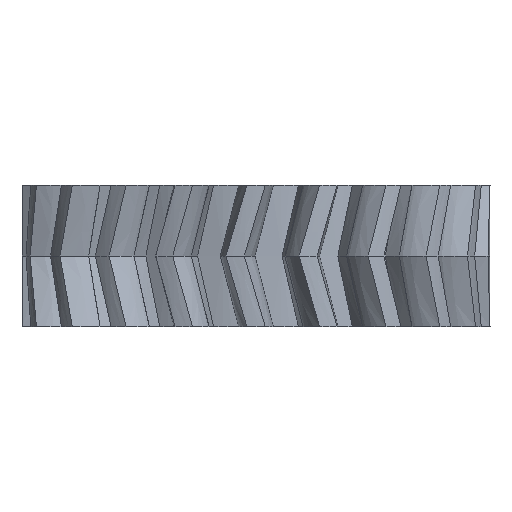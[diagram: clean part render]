
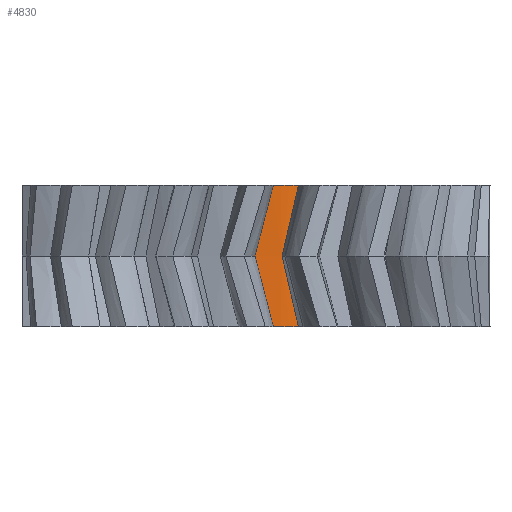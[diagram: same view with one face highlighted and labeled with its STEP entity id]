
A CAD part, front view. The second image highlights one B-rep face of the part: STEP entity #4830.
In plain terms, the highlighted cylindrical face has radius 13.125 mm (diameter 26.25 mm), a partial arc.
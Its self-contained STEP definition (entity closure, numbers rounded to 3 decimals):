
#20=CYLINDRICAL_SURFACE('',#5064,13.125);
#74=CIRCLE('',#4995,13.125);
#105=CIRCLE('',#5028,13.125);
#566=FACE_OUTER_BOUND('',#868,.T.);
#868=EDGE_LOOP('',(#3879,#3880,#3881,#3882,#3883,#3884));
#1245=B_SPLINE_CURVE_WITH_KNOTS('',3,(#17959,#17960,#17961,#17962,#17963,
#17964),.UNSPECIFIED.,.F.,.F.,(4,2,4),(0.,0.257,0.513),
 .UNSPECIFIED.);
#1253=B_SPLINE_CURVE_WITH_KNOTS('',3,(#18644,#18645,#18646,#18647,#18648,
#18649),.UNSPECIFIED.,.F.,.F.,(4,2,4),(0.,0.257,0.513),
 .UNSPECIFIED.);
#1407=B_SPLINE_CURVE_WITH_KNOTS('',3,(#40552,#40553,#40554,#40555,#40556,
#40557),.UNSPECIFIED.,.F.,.F.,(4,2,4),(0.,0.257,0.513),
 .UNSPECIFIED.);
#1414=B_SPLINE_CURVE_WITH_KNOTS('',3,(#40710,#40711,#40712,#40713,#40714,
#40715),.UNSPECIFIED.,.F.,.F.,(4,2,4),(0.,0.257,0.513),
 .UNSPECIFIED.);
#1700=VERTEX_POINT('',#16210);
#1701=VERTEX_POINT('',#16212);
#1725=VERTEX_POINT('',#17958);
#1733=VERTEX_POINT('',#18643);
#1893=VERTEX_POINT('',#32010);
#1894=VERTEX_POINT('',#32012);
#2194=EDGE_CURVE('',#1700,#1701,#74,.T.);
#2226=EDGE_CURVE('',#1701,#1725,#1245,.T.);
#2241=EDGE_CURVE('',#1733,#1700,#1253,.T.);
#2530=EDGE_CURVE('',#1894,#1893,#105,.T.);
#2667=EDGE_CURVE('',#1893,#1725,#1407,.T.);
#2674=EDGE_CURVE('',#1733,#1894,#1414,.T.);
#3879=ORIENTED_EDGE('',*,*,#2667,.T.);
#3880=ORIENTED_EDGE('',*,*,#2226,.F.);
#3881=ORIENTED_EDGE('',*,*,#2194,.F.);
#3882=ORIENTED_EDGE('',*,*,#2241,.F.);
#3883=ORIENTED_EDGE('',*,*,#2674,.T.);
#3884=ORIENTED_EDGE('',*,*,#2530,.T.);
#4830=ADVANCED_FACE('',(#566),#20,.T.);
#4995=AXIS2_PLACEMENT_3D('',#16213,#5197,#5198);
#5028=AXIS2_PLACEMENT_3D('',#32013,#5311,#5312);
#5064=AXIS2_PLACEMENT_3D('',#41023,#5415,#5416);
#5197=DIRECTION('center_axis',(0.,0.,1.));
#5198=DIRECTION('ref_axis',(1.,0.,0.));
#5311=DIRECTION('center_axis',(0.,0.,1.));
#5312=DIRECTION('ref_axis',(1.,0.,0.));
#5415=DIRECTION('center_axis',(0.,0.,1.));
#5416=DIRECTION('ref_axis',(1.,0.,0.));
#16210=CARTESIAN_POINT('',(1.102,-13.079,10.));
#16212=CARTESIAN_POINT('',(2.993,-12.779,10.));
#16213=CARTESIAN_POINT('Origin',(0.,0.,10.));
#17958=CARTESIAN_POINT('',(1.845,-12.995,5.));
#17959=CARTESIAN_POINT('Ctrl Pts',(2.993,-12.779,10.));
#17960=CARTESIAN_POINT('Ctrl Pts',(2.804,-12.824,9.167));
#17961=CARTESIAN_POINT('Ctrl Pts',(2.613,-12.864,8.333));
#17962=CARTESIAN_POINT('Ctrl Pts',(2.23,-12.936,6.667));
#17963=CARTESIAN_POINT('Ctrl Pts',(2.038,-12.967,5.833));
#17964=CARTESIAN_POINT('Ctrl Pts',(1.845,-12.995,5.));
#18643=CARTESIAN_POINT('',(-0.065,-13.125,5.));
#18644=CARTESIAN_POINT('Ctrl Pts',(-0.065,-13.125,
5.));
#18645=CARTESIAN_POINT('Ctrl Pts',(0.13,-13.126,
5.833));
#18646=CARTESIAN_POINT('Ctrl Pts',(0.325,-13.122,
6.667));
#18647=CARTESIAN_POINT('Ctrl Pts',(0.714,-13.107,
8.333));
#18648=CARTESIAN_POINT('Ctrl Pts',(0.908,-13.095,
9.167));
#18649=CARTESIAN_POINT('Ctrl Pts',(1.102,-13.079,10.));
#32010=CARTESIAN_POINT('',(2.993,-12.779,0.));
#32012=CARTESIAN_POINT('',(1.102,-13.079,0.));
#32013=CARTESIAN_POINT('Origin',(0.,0.,0.));
#40552=CARTESIAN_POINT('Ctrl Pts',(2.993,-12.779,0.));
#40553=CARTESIAN_POINT('Ctrl Pts',(2.804,-12.824,0.833));
#40554=CARTESIAN_POINT('Ctrl Pts',(2.613,-12.864,1.667));
#40555=CARTESIAN_POINT('Ctrl Pts',(2.23,-12.936,3.333));
#40556=CARTESIAN_POINT('Ctrl Pts',(2.038,-12.967,4.167));
#40557=CARTESIAN_POINT('Ctrl Pts',(1.845,-12.995,5.));
#40710=CARTESIAN_POINT('Ctrl Pts',(-0.065,-13.125,
5.));
#40711=CARTESIAN_POINT('Ctrl Pts',(0.13,-13.126,
4.167));
#40712=CARTESIAN_POINT('Ctrl Pts',(0.325,-13.122,
3.333));
#40713=CARTESIAN_POINT('Ctrl Pts',(0.714,-13.107,
1.667));
#40714=CARTESIAN_POINT('Ctrl Pts',(0.908,-13.095,
0.833));
#40715=CARTESIAN_POINT('Ctrl Pts',(1.102,-13.079,0.));
#41023=CARTESIAN_POINT('Origin',(0.,0.,0.));
